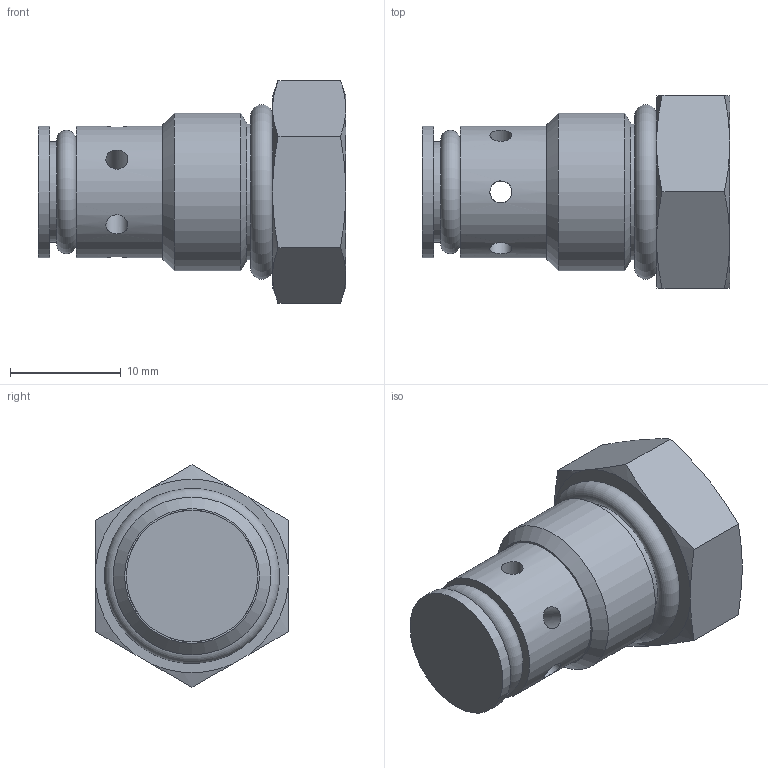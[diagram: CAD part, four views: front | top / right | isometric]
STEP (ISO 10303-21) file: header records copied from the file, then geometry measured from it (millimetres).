
FILE_DESCRIPTION((''),'2;1');
FILE_NAME('1806R.stp','2015-01-05T13:15:17',('jml'),(''),'Autodesk Inventor 2010','Autodesk Inventor 2010','');
FILE_SCHEMA(('AUTOMOTIVE_DESIGN { 1 0 10303 214 1 1 1 1 }'));
Length unit declared in the file: inch
Products named in the file (5): 1806R; 221576; 990198; 906 O-RING; 011 O-RING
Assembly tree (4 placements, depth 2):
  1806R
    221576
    990198
    906 O-RING
    011 O-RING
Bounding box: 27.81 x 17.45 x 20.15 mm (x, y, z)
Volume: 4156.5 mm3; surface area: 3661.2 mm2
Topology: 5 solids, 5 shells, 164 faces, 414 edges, 269 vertices
Faces by surface type: plane 105, cylinder 32, cone 23, torus 4
Full cylindrical faces by diameter (mm): 0.696 x1, 1.992 x6, 3.175 x1, 8.001 x1, 8.382 x1, 9.093 x1, 9.525 x1, 11.887 x2, 12.294 x1, 12.7 x1, 13.208 x1, 14.275 x1
Entity records: 5084 total; most frequent: CARTESIAN_POINT 1074, DIRECTION 767, ORIENTED_EDGE 744, EDGE_CURVE 372, AXIS2_PLACEMENT_3D 264, VERTEX_POINT 258, VECTOR 239, LINE 239
